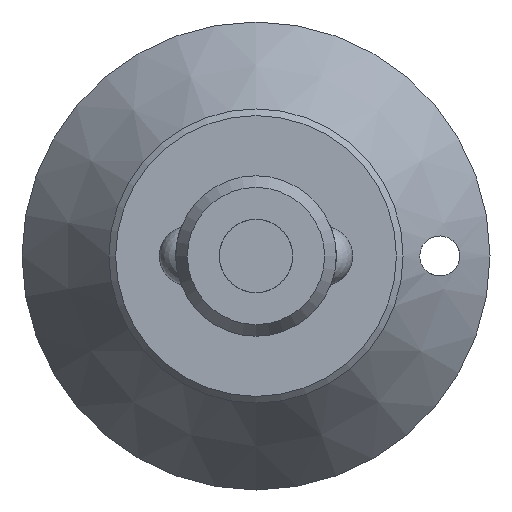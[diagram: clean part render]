
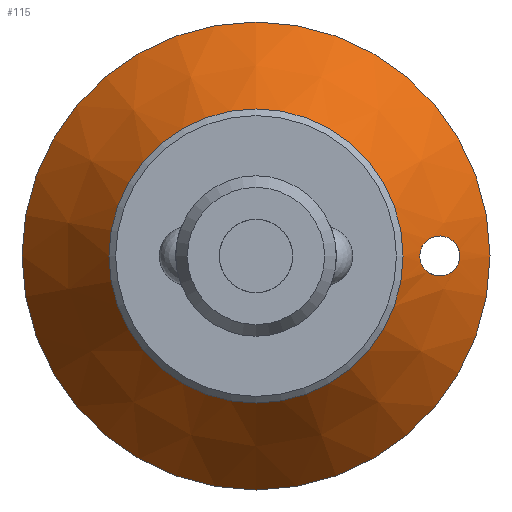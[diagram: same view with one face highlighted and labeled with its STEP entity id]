
A CAD part, front view. The second image highlights one B-rep face of the part: STEP entity #115.
In plain terms, the highlighted conical face has half-angle 34.7 degrees and reference radius 17.5 mm.
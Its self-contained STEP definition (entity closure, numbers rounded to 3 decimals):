
#115 = ADVANCED_FACE( '', ( #259, #260, #261 ), #262, .T. );
#259 = FACE_BOUND( '', #436, .T. );
#260 = FACE_OUTER_BOUND( '', #437, .T. );
#261 = FACE_BOUND( '', #438, .T. );
#262 = CONICAL_SURFACE( '', #439, 17.5, 0.606 );
#436 = EDGE_LOOP( '', ( #636 ) );
#437 = EDGE_LOOP( '', ( #637 ) );
#438 = EDGE_LOOP( '', ( #638 ) );
#439 = AXIS2_PLACEMENT_3D( '', #639, #640, #641 );
#636 = ORIENTED_EDGE( '', *, *, #677, .T. );
#637 = ORIENTED_EDGE( '', *, *, #709, .F. );
#638 = ORIENTED_EDGE( '', *, *, #688, .T. );
#639 = CARTESIAN_POINT( '', ( 0., 36.387, 0. ) );
#640 = DIRECTION( '', ( 0., 1., 0. ) );
#641 = DIRECTION( '', ( 0., 0., 1. ) );
#677 = EDGE_CURVE( '', #758, #758, #759, .T. );
#688 = EDGE_CURVE( '', #776, #776, #777, .T. );
#709 = EDGE_CURVE( '', #809, #809, #810, .T. );
#758 = VERTEX_POINT( '', #948 );
#759 = CIRCLE( '', #949, 11. );
#776 = VERTEX_POINT( '', #1076 );
#777 = B_SPLINE_CURVE_WITH_KNOTS( '', 3, ( #1077, #1078, #1079, #1080, #1081, #1082, #1083, #1084, #1085, #1086, #1087, #1088, #1089, #1090, #1091, #1092, #1093, #1094, #1095, #1096, #1097, #1098, #1099, #1100, #1101, #1102, #1103, #1104, #1105, #1106, #1107, #1108, #1109, #1110, #1111, #1112, #1113, #1114, #1115, #1116, #1117, #1118, #1119, #1120, #1121, #1122, #1123, #1124, #1125, #1126 ), .UNSPECIFIED., .T., .F., ( 2, 2, 2, 2, 2, 2, 2, 2, 2, 2, 2, 2, 2, 2, 2, 2, 2, 2, 2, 2, 2, 2, 2, 2, 2, 2, 2 ), ( 0., 0., 0., 0.001, 0.001, 0.001, 0.002, 0.002, 0.002, 0.003, 0.004, 0.005, 0.006, 0.006, 0.007, 0.007, 0.007, 0.008, 0.008, 0.009, 0.01, 0.011, 0.012, 0.012, 0.013, 0.013, 0.014 ), .UNSPECIFIED. );
#809 = VERTEX_POINT( '', #1343 );
#810 = CIRCLE( '', #1344, 17.5 );
#948 = CARTESIAN_POINT( '', ( 0., 27., 11. ) );
#949 = AXIS2_PLACEMENT_3D( '', #1461, #1462, #1463 );
#1076 = CARTESIAN_POINT( '', ( 12.46, 29.143, -0.766 ) );
#1077 = CARTESIAN_POINT( '', ( 12.515, 29.231, -0.859 ) );
#1078 = CARTESIAN_POINT( '', ( 12.405, 29.055, -0.672 ) );
#1079 = CARTESIAN_POINT( '', ( 12.356, 28.976, -0.567 ) );
#1080 = CARTESIAN_POINT( '', ( 12.3, 28.886, -0.388 ) );
#1081 = CARTESIAN_POINT( '', ( 12.284, 28.861, -0.325 ) );
#1082 = CARTESIAN_POINT( '', ( 12.261, 28.823, -0.194 ) );
#1083 = CARTESIAN_POINT( '', ( 12.254, 28.811, -0.124 ) );
#1084 = CARTESIAN_POINT( '', ( 12.246, 28.799, 0.083 ) );
#1085 = CARTESIAN_POINT( '', ( 12.261, 28.823, 0.223 ) );
#1086 = CARTESIAN_POINT( '', ( 12.322, 28.922, 0.478 ) );
#1087 = CARTESIAN_POINT( '', ( 12.366, 28.993, 0.59 ) );
#1088 = CARTESIAN_POINT( '', ( 12.469, 29.157, 0.789 ) );
#1089 = CARTESIAN_POINT( '', ( 12.527, 29.249, 0.874 ) );
#1090 = CARTESIAN_POINT( '', ( 12.651, 29.444, 1.026 ) );
#1091 = CARTESIAN_POINT( '', ( 12.717, 29.547, 1.091 ) );
#1092 = CARTESIAN_POINT( '', ( 12.921, 29.862, 1.262 ) );
#1093 = CARTESIAN_POINT( '', ( 13.066, 30.083, 1.344 ) );
#1094 = CARTESIAN_POINT( '', ( 13.366, 30.532, 1.459 ) );
#1095 = CARTESIAN_POINT( '', ( 13.519, 30.756, 1.49 ) );
#1096 = CARTESIAN_POINT( '', ( 13.83, 31.205, 1.506 ) );
#1097 = CARTESIAN_POINT( '', ( 13.99, 31.432, 1.49 ) );
#1098 = CARTESIAN_POINT( '', ( 14.306, 31.874, 1.403 ) );
#1099 = CARTESIAN_POINT( '', ( 14.463, 32.089, 1.333 ) );
#1100 = CARTESIAN_POINT( '', ( 14.691, 32.397, 1.172 ) );
#1101 = CARTESIAN_POINT( '', ( 14.764, 32.496, 1.11 ) );
#1102 = CARTESIAN_POINT( '', ( 14.904, 32.683, 0.963 ) );
#1103 = CARTESIAN_POINT( '', ( 14.971, 32.772, 0.878 ) );
#1104 = CARTESIAN_POINT( '', ( 15.09, 32.929, 0.684 ) );
#1105 = CARTESIAN_POINT( '', ( 15.142, 32.997, 0.573 ) );
#1106 = CARTESIAN_POINT( '', ( 15.22, 33.098, 0.327 ) );
#1107 = CARTESIAN_POINT( '', ( 15.244, 33.13, 0.19 ) );
#1108 = CARTESIAN_POINT( '', ( 15.254, 33.143, -0.085 ) );
#1109 = CARTESIAN_POINT( '', ( 15.239, 33.123, -0.225 ) );
#1110 = CARTESIAN_POINT( '', ( 15.176, 33.042, -0.483 ) );
#1111 = CARTESIAN_POINT( '', ( 15.13, 32.981, -0.6 ) );
#1112 = CARTESIAN_POINT( '', ( 14.964, 32.762, -0.913 ) );
#1113 = CARTESIAN_POINT( '', ( 14.821, 32.573, -1.067 ) );
#1114 = CARTESIAN_POINT( '', ( 14.523, 32.171, -1.299 ) );
#1115 = CARTESIAN_POINT( '', ( 14.368, 31.959, -1.377 ) );
#1116 = CARTESIAN_POINT( '', ( 14.051, 31.518, -1.479 ) );
#1117 = CARTESIAN_POINT( '', ( 13.893, 31.294, -1.501 ) );
#1118 = CARTESIAN_POINT( '', ( 13.581, 30.846, -1.499 ) );
#1119 = CARTESIAN_POINT( '', ( 13.426, 30.62, -1.473 ) );
#1120 = CARTESIAN_POINT( '', ( 13.124, 30.17, -1.372 ) );
#1121 = CARTESIAN_POINT( '', ( 12.978, 29.95, -1.298 ) );
#1122 = CARTESIAN_POINT( '', ( 12.771, 29.631, -1.14 ) );
#1123 = CARTESIAN_POINT( '', ( 12.703, 29.525, -1.078 ) );
#1124 = CARTESIAN_POINT( '', ( 12.575, 29.325, -0.938 ) );
#1125 = CARTESIAN_POINT( '', ( 12.515, 29.231, -0.859 ) );
#1126 = CARTESIAN_POINT( '', ( 12.405, 29.055, -0.672 ) );
#1343 = CARTESIAN_POINT( '', ( 0., 36.387, 17.5 ) );
#1344 = AXIS2_PLACEMENT_3D( '', #1500, #1501, #1502 );
#1461 = CARTESIAN_POINT( '', ( 0., 27., 0. ) );
#1462 = DIRECTION( '', ( 0., 1., 0. ) );
#1463 = DIRECTION( '', ( 0., 0., 1. ) );
#1500 = CARTESIAN_POINT( '', ( 0., 36.387, 0. ) );
#1501 = DIRECTION( '', ( 0., 1., 0. ) );
#1502 = DIRECTION( '', ( 0., 0., 1. ) );
